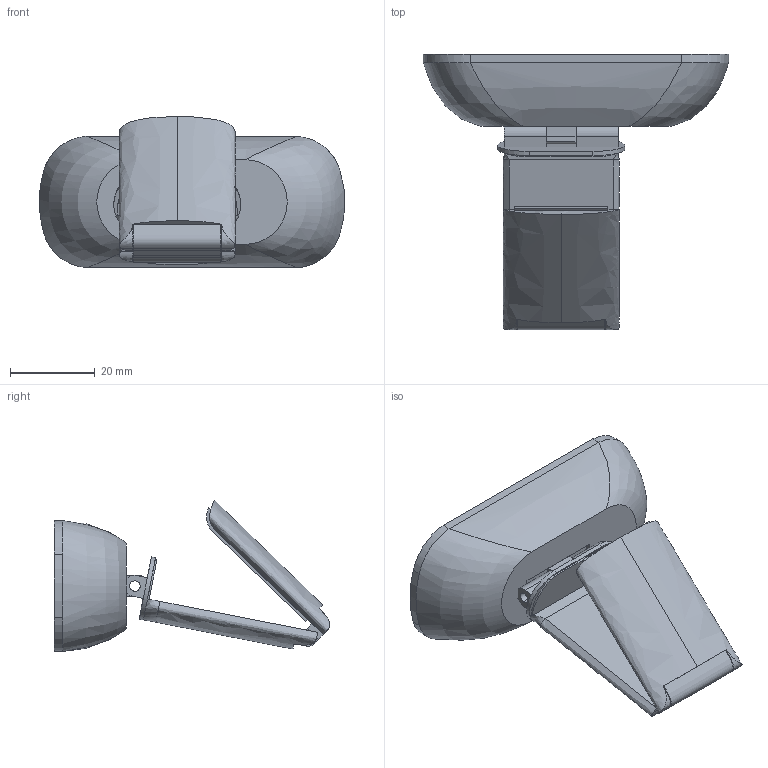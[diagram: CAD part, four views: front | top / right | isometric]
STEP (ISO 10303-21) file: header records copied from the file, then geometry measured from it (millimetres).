
FILE_DESCRIPTION (( 'STEP AP203' ), '1' );
FILE_NAME ('logitech_webcam_c270.STEP', '2019-01-04T06:31:52', ( '' ), ( '' ), 'SwSTEP 2.0', 'SolidWorks 2018', '' );
FILE_SCHEMA (( 'CONFIG_CONTROL_DESIGN' ));
Length unit declared in the file: metre
Products named in the file (4): mount; mount_bottom; logitech_webcam_c270
Assembly tree (3 placements, depth 2):
  logitech_webcam_c270
    logitech_webcam_c270
    mount
    mount_bottom
Bounding box: 72.21 x 65.04 x 35.73 mm (x, y, z)
Volume: 38688.9 mm3; surface area: 16140 mm2
Topology: 13 solids, 13 shells, 188 faces, 418 edges, 275 vertices
Faces by surface type: plane 95, cylinder 67, bspline 26
Entity records: 7185 total; most frequent: CARTESIAN_POINT 2644, ORIENTED_EDGE 836, DIRECTION 824, EDGE_CURVE 418, AXIS2_PLACEMENT_3D 298, VERTEX_POINT 275, VECTOR 228, LINE 228
